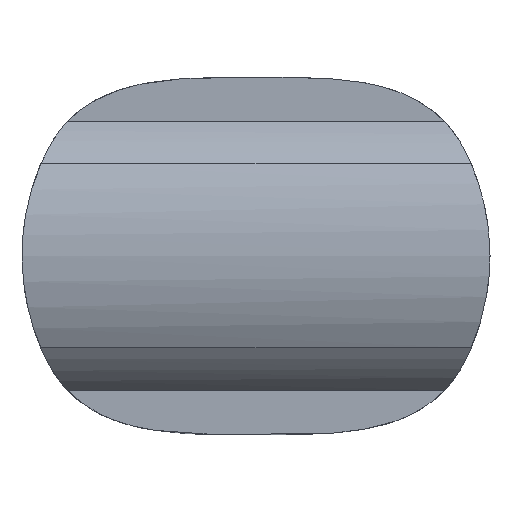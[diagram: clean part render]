
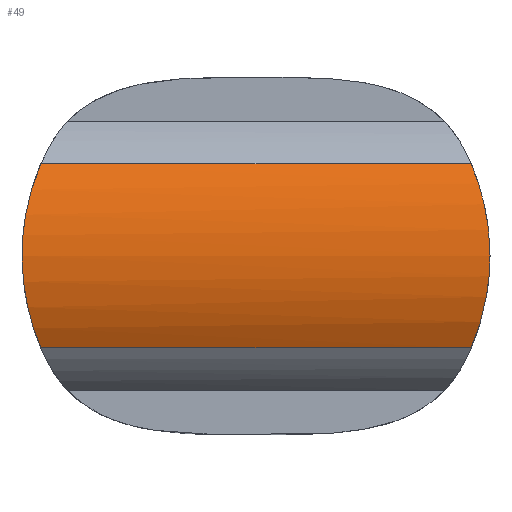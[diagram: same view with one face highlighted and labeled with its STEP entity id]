
A CAD part, top view. The second image highlights one B-rep face of the part: STEP entity #49.
In plain terms, the highlighted cylindrical face has radius 14 mm (diameter 28 mm), a partial arc.
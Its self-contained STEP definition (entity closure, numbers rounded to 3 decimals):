
#49=ADVANCED_FACE('',(#106),#107,.T.);
#106=FACE_OUTER_BOUND('',#168,.T.);
#107=CYLINDRICAL_SURFACE('',#169,14.0);
#168=EDGE_LOOP('',(#1577,#1578,#1579,#1580,#1581,#1582));
#169=AXIS2_PLACEMENT_3D('',#1583,#1584,#1585);
#1577=ORIENTED_EDGE('',*,*,#1701,.T.);
#1578=ORIENTED_EDGE('',*,*,#1717,.T.);
#1579=ORIENTED_EDGE('',*,*,#1718,.T.);
#1580=ORIENTED_EDGE('',*,*,#1719,.F.);
#1581=ORIENTED_EDGE('',*,*,#1712,.F.);
#1582=ORIENTED_EDGE('',*,*,#1715,.T.);
#1583=CARTESIAN_POINT('',(-17.0,0.,-4.0));
#1584=DIRECTION('',(-1.0,0.0,0.));
#1585=DIRECTION('',(0.0,1.0,0.0));
#1701=EDGE_CURVE('',#1770,#1767,#1771,.T.);
#1712=EDGE_CURVE('',#1789,#1781,#1791,.F.);
#1715=EDGE_CURVE('',#1789,#1770,#1794,.F.);
#1717=EDGE_CURVE('',#1767,#1796,#1797,.T.);
#1718=EDGE_CURVE('',#1796,#1798,#1799,.T.);
#1719=EDGE_CURVE('',#1781,#1798,#1800,.F.);
#1767=VERTEX_POINT('',#1866);
#1770=VERTEX_POINT('',#1870);
#1771=B_SPLINE_CURVE_WITH_KNOTS('',3,(#1871,#1872,#1873,#1874,#1875,#1876,#1877,#1878,#1879,#1880,#1881,#1882,#1883,#1884),.UNSPECIFIED.,.F.,.F.,(4,2,2,2,2,2,4),(2.761,5.522,8.283,11.045,13.806,16.567,19.328),.UNSPECIFIED.);
#1781=VERTEX_POINT('',#1904);
#1789=VERTEX_POINT('',#1926);
#1791=B_SPLINE_CURVE_WITH_KNOTS('',3,(#1928,#1929,#1930,#1931,#1932,#1933,#1934,#1935,#1936,#1937,#1938,#1939,#1940,#1941),.UNSPECIFIED.,.F.,.F.,(4,2,2,2,2,2,4),(2.761,5.522,8.283,11.045,13.806,16.567,19.328),.UNSPECIFIED.);
#1794=LINE('',#1945,#1946);
#1796=VERTEX_POINT('',#1948);
#1797=B_SPLINE_CURVE_WITH_KNOTS('',3,(#1949,#1950,#1951,#1952,#1953,#1954,#1955,#1956,#1957,#1958,#1959,#1960,#1961,#1962),.UNSPECIFIED.,.F.,.F.,(4,2,2,2,2,2,4),(2.761,5.522,8.283,11.045,13.806,16.567,19.328),.UNSPECIFIED.);
#1798=VERTEX_POINT('',#1963);
#1799=LINE('',#1964,#1965);
#1800=B_SPLINE_CURVE_WITH_KNOTS('',3,(#1966,#1967,#1968,#1969,#1970,#1971,#1972,#1973,#1974,#1975,#1976,#1977,#1978,#1979),.UNSPECIFIED.,.F.,.F.,(4,2,2,2,2,2,4),(2.761,5.522,8.283,11.045,13.806,16.567,19.328),.UNSPECIFIED.);
#1866=CARTESIAN_POINT('',(17.0,0.,10.0));
#1870=CARTESIAN_POINT('',(15.626,-6.695,8.295));
#1871=CARTESIAN_POINT('',(15.087,-7.835,7.602));
#1872=CARTESIAN_POINT('',(15.468,-7.1,8.098));
#1873=CARTESIAN_POINT('',(15.816,-6.297,8.538));
#1874=CARTESIAN_POINT('',(16.392,-4.596,9.256));
#1875=CARTESIAN_POINT('',(16.62,-3.696,9.536));
#1876=CARTESIAN_POINT('',(16.924,-1.858,9.908));
#1877=CARTESIAN_POINT('',(17.0,-0.92,10.0));
#1878=CARTESIAN_POINT('',(17.0,0.92,10.0));
#1879=CARTESIAN_POINT('',(16.924,1.858,9.908));
#1880=CARTESIAN_POINT('',(16.62,3.696,9.536));
#1881=CARTESIAN_POINT('',(16.392,4.596,9.256));
#1882=CARTESIAN_POINT('',(15.816,6.297,8.538));
#1883=CARTESIAN_POINT('',(15.468,7.1,8.098));
#1884=CARTESIAN_POINT('',(15.087,7.835,7.602));
#1904=CARTESIAN_POINT('',(-17.0,0.,10.0));
#1926=CARTESIAN_POINT('',(-15.626,-6.695,8.295));
#1928=CARTESIAN_POINT('',(-15.087,7.835,7.602));
#1929=CARTESIAN_POINT('',(-15.468,7.1,8.098));
#1930=CARTESIAN_POINT('',(-15.816,6.297,8.538));
#1931=CARTESIAN_POINT('',(-16.392,4.596,9.256));
#1932=CARTESIAN_POINT('',(-16.62,3.696,9.536));
#1933=CARTESIAN_POINT('',(-16.924,1.858,9.908));
#1934=CARTESIAN_POINT('',(-17.0,0.92,10.0));
#1935=CARTESIAN_POINT('',(-17.0,-0.92,10.0));
#1936=CARTESIAN_POINT('',(-16.924,-1.858,9.908));
#1937=CARTESIAN_POINT('',(-16.62,-3.696,9.536));
#1938=CARTESIAN_POINT('',(-16.392,-4.596,9.256));
#1939=CARTESIAN_POINT('',(-15.816,-6.297,8.538));
#1940=CARTESIAN_POINT('',(-15.468,-7.1,8.098));
#1941=CARTESIAN_POINT('',(-15.087,-7.835,7.602));
#1945=CARTESIAN_POINT('',(-17.0,-6.695,8.295));
#1946=VECTOR('',#2391,1.0);
#1948=CARTESIAN_POINT('',(15.626,6.695,8.295));
#1949=CARTESIAN_POINT('',(15.087,-7.835,7.602));
#1950=CARTESIAN_POINT('',(15.468,-7.1,8.098));
#1951=CARTESIAN_POINT('',(15.816,-6.297,8.538));
#1952=CARTESIAN_POINT('',(16.392,-4.596,9.256));
#1953=CARTESIAN_POINT('',(16.62,-3.696,9.536));
#1954=CARTESIAN_POINT('',(16.924,-1.858,9.908));
#1955=CARTESIAN_POINT('',(17.0,-0.92,10.0));
#1956=CARTESIAN_POINT('',(17.0,0.92,10.0));
#1957=CARTESIAN_POINT('',(16.924,1.858,9.908));
#1958=CARTESIAN_POINT('',(16.62,3.696,9.536));
#1959=CARTESIAN_POINT('',(16.392,4.596,9.256));
#1960=CARTESIAN_POINT('',(15.816,6.297,8.538));
#1961=CARTESIAN_POINT('',(15.468,7.1,8.098));
#1962=CARTESIAN_POINT('',(15.087,7.835,7.602));
#1963=CARTESIAN_POINT('',(-15.626,6.695,8.295));
#1964=CARTESIAN_POINT('',(-17.0,6.695,8.295));
#1965=VECTOR('',#2392,1.0);
#1966=CARTESIAN_POINT('',(-15.087,7.835,7.602));
#1967=CARTESIAN_POINT('',(-15.468,7.1,8.098));
#1968=CARTESIAN_POINT('',(-15.816,6.297,8.538));
#1969=CARTESIAN_POINT('',(-16.392,4.596,9.256));
#1970=CARTESIAN_POINT('',(-16.62,3.696,9.536));
#1971=CARTESIAN_POINT('',(-16.924,1.858,9.908));
#1972=CARTESIAN_POINT('',(-17.0,0.92,10.0));
#1973=CARTESIAN_POINT('',(-17.0,-0.92,10.0));
#1974=CARTESIAN_POINT('',(-16.924,-1.858,9.908));
#1975=CARTESIAN_POINT('',(-16.62,-3.696,9.536));
#1976=CARTESIAN_POINT('',(-16.392,-4.596,9.256));
#1977=CARTESIAN_POINT('',(-15.816,-6.297,8.538));
#1978=CARTESIAN_POINT('',(-15.468,-7.1,8.098));
#1979=CARTESIAN_POINT('',(-15.087,-7.835,7.602));
#2391=DIRECTION('',(-1.0,0.0,0.));
#2392=DIRECTION('',(-1.0,0.0,0.));
